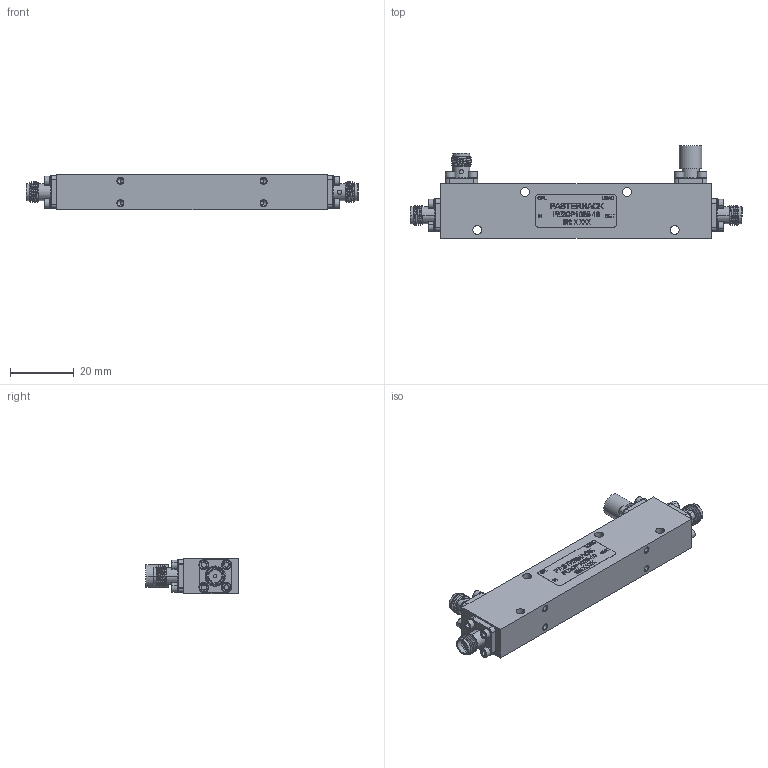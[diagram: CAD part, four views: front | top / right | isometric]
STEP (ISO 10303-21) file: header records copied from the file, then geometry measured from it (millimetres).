
FILE_DESCRIPTION (( 'STEP AP203' ), '1' );
FILE_NAME ('PE2CP1025-10.step', '2018-08-31T14:35:55', ( '' ), ( '' ), 'SwSTEP 2.0', 'SolidWorks 2017', '' );
FILE_SCHEMA (( 'CONFIG_CONTROL_DESIGN' ));
Length unit declared in the file: inch
Products named in the file (1): PE2CP1025-10
Bounding box: 104.3 x 28.94 x 11.05 mm (x, y, z)
Volume: 17177.6 mm3; surface area: 7998.3 mm2
Topology: 1 solids, 22 shells, 1609 faces, 4028 edges, 2575 vertices
Faces by surface type: plane 622, cylinder 533, bspline 226, cone 220, torus 8
Entity records: 73417 total; most frequent: CARTESIAN_POINT 38225, ORIENTED_EDGE 8040, DIRECTION 6261, EDGE_CURVE 4020, VERTEX_POINT 2575, AXIS2_PLACEMENT_3D 2150, LINE 1961, VECTOR 1961
